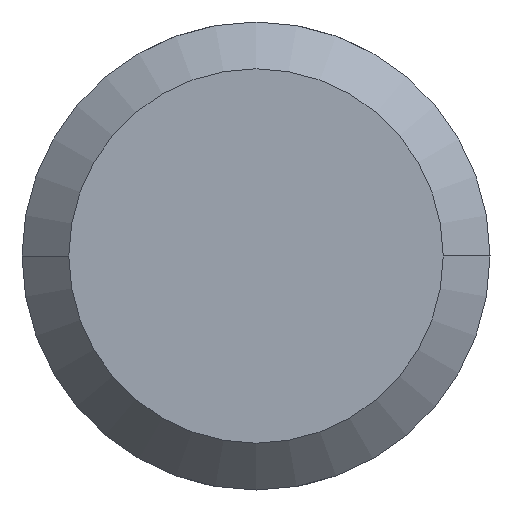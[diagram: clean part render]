
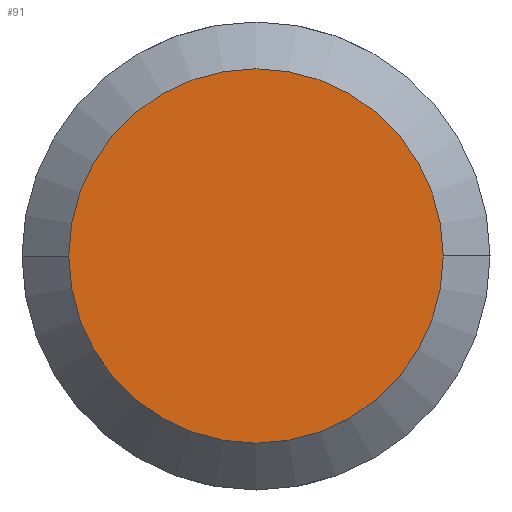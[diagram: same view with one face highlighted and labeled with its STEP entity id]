
A CAD part, left-side view. The second image highlights one B-rep face of the part: STEP entity #91.
In plain terms, the highlighted planar face has unit normal (-1, 0, 0).
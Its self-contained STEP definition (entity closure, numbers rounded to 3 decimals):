
#1 = DIRECTION ( 'NONE',  ( 0., -1., 0. ) ) ;
#14 = EDGE_LOOP ( 'NONE', ( #369, #361 ) ) ;
#33 = CARTESIAN_POINT ( 'NONE',  ( 0., 0., 0. ) ) ;
#42 = EDGE_CURVE ( 'NONE', #66, #274, #144, .T. ) ;
#53 = CIRCLE ( 'NONE', #80, 4. ) ;
#60 = DIRECTION ( 'NONE',  ( 0., -1., 0. ) ) ;
#66 = VERTEX_POINT ( 'NONE', #334 ) ;
#80 = AXIS2_PLACEMENT_3D ( 'NONE', #86, #205, #1 ) ;
#86 = CARTESIAN_POINT ( 'NONE',  ( 0., 0., 0. ) ) ;
#91 = ADVANCED_FACE ( 'NONE', ( #112 ), #171, .T. ) ;
#112 = FACE_OUTER_BOUND ( 'NONE', #14, .T. ) ;
#144 = CIRCLE ( 'NONE', #166, 4. ) ;
#166 = AXIS2_PLACEMENT_3D ( 'NONE', #284, #287, #335 ) ;
#171 = PLANE ( 'NONE',  #199 ) ;
#197 = EDGE_CURVE ( 'NONE', #274, #66, #53, .T. ) ;
#199 = AXIS2_PLACEMENT_3D ( 'NONE', #33, #298, #60 ) ;
#205 = DIRECTION ( 'NONE',  ( -1., 0., 0. ) ) ;
#274 = VERTEX_POINT ( 'NONE', #299 ) ;
#284 = CARTESIAN_POINT ( 'NONE',  ( 0., 0., 0. ) ) ;
#287 = DIRECTION ( 'NONE',  ( -1., 0., 0. ) ) ;
#298 = DIRECTION ( 'NONE',  ( -1., 0., 0. ) ) ;
#299 = CARTESIAN_POINT ( 'NONE',  ( 0., 4., 0. ) ) ;
#334 = CARTESIAN_POINT ( 'NONE',  ( 0., -4., 0. ) ) ;
#335 = DIRECTION ( 'NONE',  ( 0., -1., 0. ) ) ;
#361 = ORIENTED_EDGE ( 'NONE', *, *, #42, .T. ) ;
#369 = ORIENTED_EDGE ( 'NONE', *, *, #197, .T. ) ;
